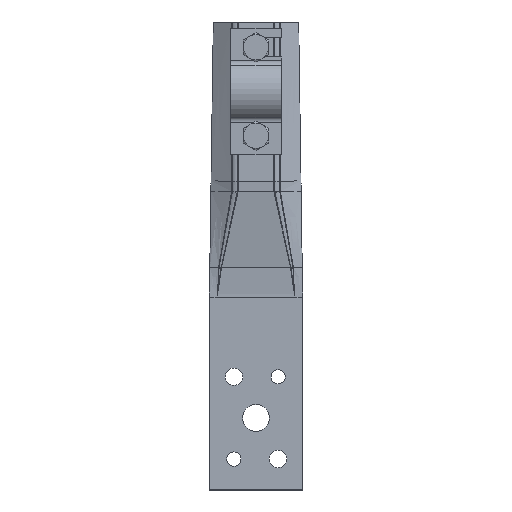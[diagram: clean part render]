
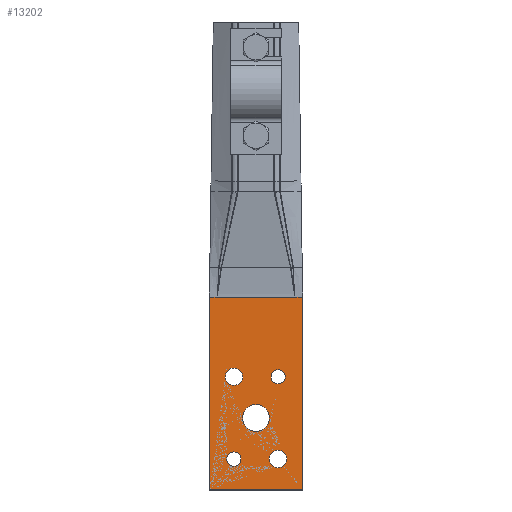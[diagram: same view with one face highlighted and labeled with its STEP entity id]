
A CAD part, top view. The second image highlights one B-rep face of the part: STEP entity #13202.
In plain terms, the highlighted face is planar.
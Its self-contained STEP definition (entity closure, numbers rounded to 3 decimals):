
#20 = CIRCLE ( 'NONE', #9676, 2.25 ) ;
#150 = CARTESIAN_POINT ( 'NONE',  ( 61., 2., 12.25 ) ) ;
#267 = VERTEX_POINT ( 'NONE', #7027 ) ;
#364 = ORIENTED_EDGE ( 'NONE', *, *, #12676, .F. ) ;
#419 = ORIENTED_EDGE ( 'NONE', *, *, #5473, .F. ) ;
#428 = EDGE_CURVE ( 'NONE', #11477, #7161, #11906, .T. ) ;
#445 = CIRCLE ( 'NONE', #12708, 2.25 ) ;
#448 = DIRECTION ( 'NONE',  ( 0., -1., 0. ) ) ;
#472 = EDGE_CURVE ( 'NONE', #267, #6477, #10975, .T. ) ;
#690 = VECTOR ( 'NONE', #9806, 1000. ) ;
#724 = CIRCLE ( 'NONE', #12745, 2.25 ) ;
#733 = FACE_BOUND ( 'NONE', #2833, .T. ) ;
#851 = CARTESIAN_POINT ( 'NONE',  ( 61., 2., -14.75 ) ) ;
#869 = CARTESIAN_POINT ( 'NONE',  ( 9.8, 2., 4.25 ) ) ;
#873 = VERTEX_POINT ( 'NONE', #10047 ) ;
#938 = EDGE_CURVE ( 'NONE', #5671, #6670, #10334, .T. ) ;
#1105 = CIRCLE ( 'NONE', #13362, 2.75 ) ;
#1200 = CARTESIAN_POINT ( 'NONE',  ( 35.8, 2., -9.75 ) ) ;
#1270 = EDGE_CURVE ( 'NONE', #6670, #5671, #9257, .T. ) ;
#1354 = AXIS2_PLACEMENT_3D ( 'NONE', #4869, #13214, #4670 ) ;
#1514 = CARTESIAN_POINT ( 'NONE',  ( 22.8, 2., 0. ) ) ;
#1597 = EDGE_LOOP ( 'NONE', ( #8002, #11750, #4599, #8967, #11654, #13006 ) ) ;
#1701 = CARTESIAN_POINT ( 'NONE',  ( 0., 2., 14.75 ) ) ;
#1715 = DIRECTION ( 'NONE',  ( 0., 0., 1. ) ) ;
#1732 = CIRCLE ( 'NONE', #4808, 2.25 ) ;
#1940 = DIRECTION ( 'NONE',  ( 0., 1., 0. ) ) ;
#1970 = EDGE_CURVE ( 'NONE', #11477, #3845, #10026, .T. ) ;
#1987 = CARTESIAN_POINT ( 'NONE',  ( 35.8, 2., -7. ) ) ;
#2008 = VECTOR ( 'NONE', #7094, 1000. ) ;
#2071 = EDGE_CURVE ( 'NONE', #7161, #6061, #2325, .T. ) ;
#2251 = ORIENTED_EDGE ( 'NONE', *, *, #6022, .F. ) ;
#2325 = LINE ( 'NONE', #4468, #10128 ) ;
#2601 = CIRCLE ( 'NONE', #7875, 4.25 ) ;
#2833 = EDGE_LOOP ( 'NONE', ( #419, #364 ) ) ;
#3182 = DIRECTION ( 'NONE',  ( 0., 0., 1. ) ) ;
#3434 = ORIENTED_EDGE ( 'NONE', *, *, #938, .F. ) ;
#3488 = DIRECTION ( 'NONE',  ( 0., 1., 0. ) ) ;
#3547 = ORIENTED_EDGE ( 'NONE', *, *, #472, .F. ) ;
#3551 = VECTOR ( 'NONE', #11242, 1000. ) ;
#3632 = ORIENTED_EDGE ( 'NONE', *, *, #11443, .F. ) ;
#3646 = CARTESIAN_POINT ( 'NONE',  ( 61., 2., 14.75 ) ) ;
#3767 = EDGE_LOOP ( 'NONE', ( #9474, #5537 ) ) ;
#3798 = DIRECTION ( 'NONE',  ( 1., 0., 0. ) ) ;
#3845 = VERTEX_POINT ( 'NONE', #150 ) ;
#3853 = DIRECTION ( 'NONE',  ( 0., 1., 0. ) ) ;
#3896 = FACE_OUTER_BOUND ( 'NONE', #1597, .T. ) ;
#3904 = EDGE_CURVE ( 'NONE', #6162, #4623, #12199, .T. ) ;
#4014 = EDGE_CURVE ( 'NONE', #12617, #873, #6222, .T. ) ;
#4199 = DIRECTION ( 'NONE',  ( 0., 0., 1. ) ) ;
#4239 = AXIS2_PLACEMENT_3D ( 'NONE', #1514, #5725, #1715 ) ;
#4468 = CARTESIAN_POINT ( 'NONE',  ( 0., 2., -14.75 ) ) ;
#4599 = ORIENTED_EDGE ( 'NONE', *, *, #428, .T. ) ;
#4623 = VERTEX_POINT ( 'NONE', #9856 ) ;
#4670 = DIRECTION ( 'NONE',  ( 0., 0., 1. ) ) ;
#4780 = DIRECTION ( 'NONE',  ( 0., 0., -1. ) ) ;
#4808 = AXIS2_PLACEMENT_3D ( 'NONE', #13283, #3853, #12124 ) ;
#4822 = CARTESIAN_POINT ( 'NONE',  ( 61., 2., -12.25 ) ) ;
#4869 = CARTESIAN_POINT ( 'NONE',  ( 35.8, 2., -7. ) ) ;
#4930 = DIRECTION ( 'NONE',  ( 0., 1., 0. ) ) ;
#5086 = CARTESIAN_POINT ( 'NONE',  ( 22.8, 2., 0. ) ) ;
#5125 = CARTESIAN_POINT ( 'NONE',  ( 35.8, 2., 7. ) ) ;
#5145 = LINE ( 'NONE', #1701, #3551 ) ;
#5403 = EDGE_LOOP ( 'NONE', ( #5830, #2251 ) ) ;
#5473 = EDGE_CURVE ( 'NONE', #6647, #7090, #1732, .T. ) ;
#5537 = ORIENTED_EDGE ( 'NONE', *, *, #4014, .F. ) ;
#5671 = VERTEX_POINT ( 'NONE', #8566 ) ;
#5687 = CARTESIAN_POINT ( 'NONE',  ( 0., 2., 0. ) ) ;
#5725 = DIRECTION ( 'NONE',  ( 0., 1., 0. ) ) ;
#5830 = ORIENTED_EDGE ( 'NONE', *, *, #11462, .F. ) ;
#5967 = FACE_BOUND ( 'NONE', #5403, .T. ) ;
#5988 = DIRECTION ( 'NONE',  ( 0., 0., 1. ) ) ;
#5990 = CARTESIAN_POINT ( 'NONE',  ( 0., 2., 14.75 ) ) ;
#6022 = EDGE_CURVE ( 'NONE', #7789, #8497, #724, .T. ) ;
#6061 = VERTEX_POINT ( 'NONE', #12128 ) ;
#6162 = VERTEX_POINT ( 'NONE', #5990 ) ;
#6186 = AXIS2_PLACEMENT_3D ( 'NONE', #1987, #8308, #4199 ) ;
#6222 = CIRCLE ( 'NONE', #4239, 4.25 ) ;
#6362 = CARTESIAN_POINT ( 'NONE',  ( 9.8, 2., -4.75 ) ) ;
#6477 = VERTEX_POINT ( 'NONE', #869 ) ;
#6647 = VERTEX_POINT ( 'NONE', #9185 ) ;
#6670 = VERTEX_POINT ( 'NONE', #1200 ) ;
#6718 = FACE_BOUND ( 'NONE', #11908, .T. ) ;
#6860 = DIRECTION ( 'NONE',  ( 0., 0., 1. ) ) ;
#6930 = EDGE_CURVE ( 'NONE', #4623, #3845, #12051, .T. ) ;
#7024 = ORIENTED_EDGE ( 'NONE', *, *, #1270, .F. ) ;
#7027 = CARTESIAN_POINT ( 'NONE',  ( 9.8, 2., 9.75 ) ) ;
#7061 = AXIS2_PLACEMENT_3D ( 'NONE', #7540, #3488, #11826 ) ;
#7090 = VERTEX_POINT ( 'NONE', #11744 ) ;
#7094 = DIRECTION ( 'NONE',  ( 0., 0., 1. ) ) ;
#7143 = DIRECTION ( 'NONE',  ( 0., 0., -1. ) ) ;
#7161 = VERTEX_POINT ( 'NONE', #851 ) ;
#7540 = CARTESIAN_POINT ( 'NONE',  ( 9.8, 2., 7. ) ) ;
#7789 = VERTEX_POINT ( 'NONE', #12391 ) ;
#7875 = AXIS2_PLACEMENT_3D ( 'NONE', #5086, #12188, #5988 ) ;
#8002 = ORIENTED_EDGE ( 'NONE', *, *, #6930, .T. ) ;
#8308 = DIRECTION ( 'NONE',  ( 0., 1., 0. ) ) ;
#8497 = VERTEX_POINT ( 'NONE', #6362 ) ;
#8566 = CARTESIAN_POINT ( 'NONE',  ( 35.8, 2., -4.25 ) ) ;
#8797 = AXIS2_PLACEMENT_3D ( 'NONE', #5687, #448, #4780 ) ;
#8865 = CARTESIAN_POINT ( 'NONE',  ( 9.8, 2., -7. ) ) ;
#8967 = ORIENTED_EDGE ( 'NONE', *, *, #2071, .T. ) ;
#8995 = DIRECTION ( 'NONE',  ( 0., 0., 1. ) ) ;
#9107 = FACE_BOUND ( 'NONE', #12995, .T. ) ;
#9177 = EDGE_CURVE ( 'NONE', #873, #12617, #2601, .T. ) ;
#9185 = CARTESIAN_POINT ( 'NONE',  ( 35.8, 2., 9.25 ) ) ;
#9257 = CIRCLE ( 'NONE', #1354, 2.75 ) ;
#9294 = VECTOR ( 'NONE', #3798, 1000. ) ;
#9474 = ORIENTED_EDGE ( 'NONE', *, *, #9177, .F. ) ;
#9676 = AXIS2_PLACEMENT_3D ( 'NONE', #5125, #1940, #3182 ) ;
#9806 = DIRECTION ( 'NONE',  ( 0., 0., -1. ) ) ;
#9856 = CARTESIAN_POINT ( 'NONE',  ( 61., 2., 14.75 ) ) ;
#9996 = DIRECTION ( 'NONE',  ( 0., 1., 0. ) ) ;
#10026 = LINE ( 'NONE', #4822, #2008 ) ;
#10047 = CARTESIAN_POINT ( 'NONE',  ( 22.8, 2., 4.25 ) ) ;
#10128 = VECTOR ( 'NONE', #11569, 1000. ) ;
#10131 = FACE_BOUND ( 'NONE', #3767, .T. ) ;
#10334 = CIRCLE ( 'NONE', #6186, 2.75 ) ;
#10975 = CIRCLE ( 'NONE', #7061, 2.75 ) ;
#11022 = DIRECTION ( 'NONE',  ( 0., 0., 1. ) ) ;
#11084 = CARTESIAN_POINT ( 'NONE',  ( 9.8, 2., -7. ) ) ;
#11155 = CARTESIAN_POINT ( 'NONE',  ( 9.8, 2., 7. ) ) ;
#11170 = CARTESIAN_POINT ( 'NONE',  ( 61., 2., 14.75 ) ) ;
#11242 = DIRECTION ( 'NONE',  ( 0., 0., 1. ) ) ;
#11443 = EDGE_CURVE ( 'NONE', #6477, #267, #1105, .T. ) ;
#11462 = EDGE_CURVE ( 'NONE', #8497, #7789, #445, .T. ) ;
#11477 = VERTEX_POINT ( 'NONE', #12106 ) ;
#11569 = DIRECTION ( 'NONE',  ( -1., 0., 0. ) ) ;
#11654 = ORIENTED_EDGE ( 'NONE', *, *, #12413, .T. ) ;
#11744 = CARTESIAN_POINT ( 'NONE',  ( 35.8, 2., 4.75 ) ) ;
#11750 = ORIENTED_EDGE ( 'NONE', *, *, #1970, .F. ) ;
#11826 = DIRECTION ( 'NONE',  ( 0., 0., 1. ) ) ;
#11906 = LINE ( 'NONE', #3646, #690 ) ;
#11908 = EDGE_LOOP ( 'NONE', ( #3547, #3632 ) ) ;
#11956 = CARTESIAN_POINT ( 'NONE',  ( 22.8, 2., -4.25 ) ) ;
#12051 = LINE ( 'NONE', #11170, #12875 ) ;
#12106 = CARTESIAN_POINT ( 'NONE',  ( 61., 2., -12.25 ) ) ;
#12124 = DIRECTION ( 'NONE',  ( 0., 0., 1. ) ) ;
#12128 = CARTESIAN_POINT ( 'NONE',  ( 0., 2., -14.75 ) ) ;
#12188 = DIRECTION ( 'NONE',  ( 0., 1., 0. ) ) ;
#12199 = LINE ( 'NONE', #12967, #9294 ) ;
#12391 = CARTESIAN_POINT ( 'NONE',  ( 9.8, 2., -9.25 ) ) ;
#12413 = EDGE_CURVE ( 'NONE', #6061, #6162, #5145, .T. ) ;
#12617 = VERTEX_POINT ( 'NONE', #11956 ) ;
#12676 = EDGE_CURVE ( 'NONE', #7090, #6647, #20, .T. ) ;
#12708 = AXIS2_PLACEMENT_3D ( 'NONE', #11084, #4930, #11022 ) ;
#12745 = AXIS2_PLACEMENT_3D ( 'NONE', #8865, #13018, #8995 ) ;
#12875 = VECTOR ( 'NONE', #7143, 1000. ) ;
#12967 = CARTESIAN_POINT ( 'NONE',  ( 0., 2., 14.75 ) ) ;
#12995 = EDGE_LOOP ( 'NONE', ( #3434, #7024 ) ) ;
#13006 = ORIENTED_EDGE ( 'NONE', *, *, #3904, .T. ) ;
#13018 = DIRECTION ( 'NONE',  ( 0., 1., 0. ) ) ;
#13198 = PLANE ( 'NONE',  #8797 ) ;
#13202 = ADVANCED_FACE ( 'NONE', ( #10131, #733, #5967, #6718, #9107, #3896 ), #13198, .F. ) ;
#13214 = DIRECTION ( 'NONE',  ( 0., 1., 0. ) ) ;
#13283 = CARTESIAN_POINT ( 'NONE',  ( 35.8, 2., 7. ) ) ;
#13362 = AXIS2_PLACEMENT_3D ( 'NONE', #11155, #9996, #6860 ) ;
